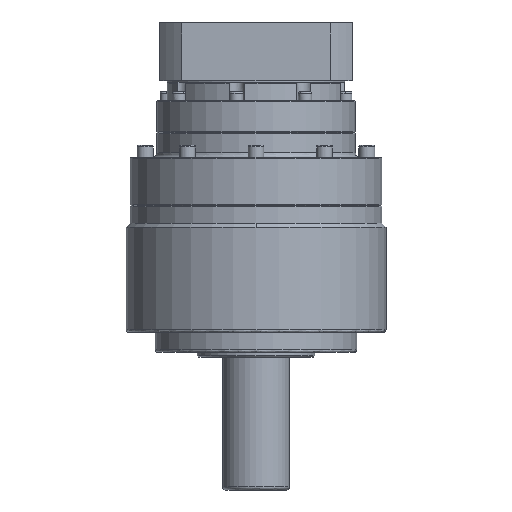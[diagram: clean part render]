
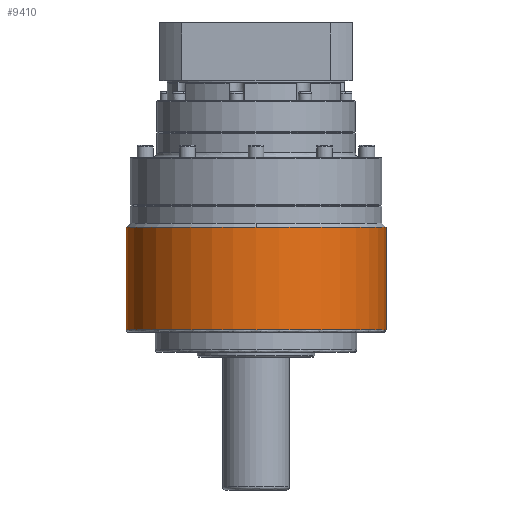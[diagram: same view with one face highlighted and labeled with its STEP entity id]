
A CAD part, front view. The second image highlights one B-rep face of the part: STEP entity #9410.
In plain terms, the highlighted cylindrical face has radius 77.5 mm (diameter 155 mm), a partial arc.
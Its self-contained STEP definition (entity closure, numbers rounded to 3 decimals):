
#6 = CARTESIAN_POINT ( 'NONE',  ( -77.5, 0., 0. ) ) ;
#393 = DIRECTION ( 'NONE',  ( 0., 0., -1. ) ) ;
#427 = ORIENTED_EDGE ( 'NONE', *, *, #28366, .T. ) ;
#1550 = CIRCLE ( 'NONE', #25821, 77.5 ) ;
#2292 = DIRECTION ( 'NONE',  ( 0., 0., 1. ) ) ;
#2510 = CARTESIAN_POINT ( 'NONE',  ( -77.5, 0., 13.5 ) ) ;
#3549 = VECTOR ( 'NONE', #2292, 1000. ) ;
#4237 = LINE ( 'NONE', #6, #3549 ) ;
#4519 = AXIS2_PLACEMENT_3D ( 'NONE', #20162, #8413, #20265 ) ;
#5088 = ORIENTED_EDGE ( 'NONE', *, *, #11979, .T. ) ;
#6705 = VERTEX_POINT ( 'NONE', #26005 ) ;
#7090 = EDGE_LOOP ( 'NONE', ( #24441, #28728, #11926, #427, #5088 ) ) ;
#8413 = DIRECTION ( 'NONE',  ( 0., 0., 1. ) ) ;
#8869 = CARTESIAN_POINT ( 'NONE',  ( 0., 0., 13.5 ) ) ;
#9076 = CARTESIAN_POINT ( 'NONE',  ( 0., 0., 74.5 ) ) ;
#9410 = ADVANCED_FACE ( 'NONE', ( #28644 ), #25809, .T. ) ;
#9618 = CARTESIAN_POINT ( 'NONE',  ( 0., -77.5, 74.5 ) ) ;
#11271 = DIRECTION ( 'NONE',  ( 1., 0., 0. ) ) ;
#11471 = DIRECTION ( 'NONE',  ( 1., 0., 0. ) ) ;
#11545 = VERTEX_POINT ( 'NONE', #9618 ) ;
#11926 = ORIENTED_EDGE ( 'NONE', *, *, #22209, .T. ) ;
#11979 = EDGE_CURVE ( 'NONE', #11545, #6705, #24584, .T. ) ;
#12714 = VECTOR ( 'NONE', #13636, 1000. ) ;
#13636 = DIRECTION ( 'NONE',  ( 0., 0., 1. ) ) ;
#14386 = CARTESIAN_POINT ( 'NONE',  ( 0., 0., 74.5 ) ) ;
#16019 = CARTESIAN_POINT ( 'NONE',  ( 77.5, 0., 0. ) ) ;
#16619 = DIRECTION ( 'NONE',  ( 1., 0., 0. ) ) ;
#19576 = LINE ( 'NONE', #16019, #12714 ) ;
#19627 = VERTEX_POINT ( 'NONE', #20578 ) ;
#19739 = AXIS2_PLACEMENT_3D ( 'NONE', #8869, #25091, #11271 ) ;
#20162 = CARTESIAN_POINT ( 'NONE',  ( 0., 0., 0. ) ) ;
#20265 = DIRECTION ( 'NONE',  ( 1., 0., 0. ) ) ;
#20578 = CARTESIAN_POINT ( 'NONE',  ( 77.5, 0., 74.5 ) ) ;
#22209 = EDGE_CURVE ( 'NONE', #26020, #19627, #19576, .T. ) ;
#22254 = EDGE_CURVE ( 'NONE', #24072, #6705, #4237, .T. ) ;
#23635 = AXIS2_PLACEMENT_3D ( 'NONE', #9076, #25279, #11471 ) ;
#24072 = VERTEX_POINT ( 'NONE', #2510 ) ;
#24441 = ORIENTED_EDGE ( 'NONE', *, *, #22254, .F. ) ;
#24584 = CIRCLE ( 'NONE', #23635, 77.5 ) ;
#24861 = EDGE_CURVE ( 'NONE', #24072, #26020, #25507, .T. ) ;
#25091 = DIRECTION ( 'NONE',  ( 0., 0., 1. ) ) ;
#25279 = DIRECTION ( 'NONE',  ( 0., 0., -1. ) ) ;
#25507 = CIRCLE ( 'NONE', #19739, 77.5 ) ;
#25809 = CYLINDRICAL_SURFACE ( 'NONE', #4519, 77.5 ) ;
#25821 = AXIS2_PLACEMENT_3D ( 'NONE', #14386, #393, #16619 ) ;
#26005 = CARTESIAN_POINT ( 'NONE',  ( -77.5, 0., 74.5 ) ) ;
#26020 = VERTEX_POINT ( 'NONE', #29605 ) ;
#28366 = EDGE_CURVE ( 'NONE', #19627, #11545, #1550, .T. ) ;
#28644 = FACE_OUTER_BOUND ( 'NONE', #7090, .T. ) ;
#28728 = ORIENTED_EDGE ( 'NONE', *, *, #24861, .T. ) ;
#29605 = CARTESIAN_POINT ( 'NONE',  ( 77.5, 0., 13.5 ) ) ;
